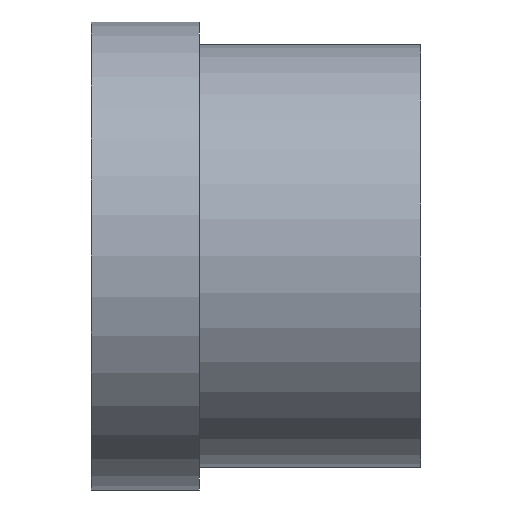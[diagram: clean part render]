
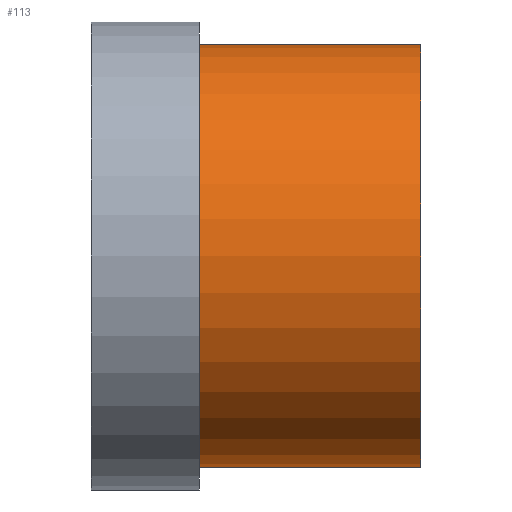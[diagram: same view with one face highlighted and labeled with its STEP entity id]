
A CAD part, left-side view. The second image highlights one B-rep face of the part: STEP entity #113.
In plain terms, the highlighted cylindrical face has radius 11.75 mm (diameter 23.5 mm), a full revolution.
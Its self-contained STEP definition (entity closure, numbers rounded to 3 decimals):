
#29=FACE_OUTER_BOUND('',#40,.T.);
#40=EDGE_LOOP('',(#97,#98,#99,#100));
#46=LINE('',#210,#50);
#50=VECTOR('',#180,11.75);
#55=CIRCLE('',#137,11.75);
#58=CIRCLE('',#143,11.75);
#63=VERTEX_POINT('',#198);
#66=VERTEX_POINT('',#208);
#73=EDGE_CURVE('',#63,#63,#55,.T.);
#77=EDGE_CURVE('',#66,#66,#58,.T.);
#78=EDGE_CURVE('',#66,#63,#46,.T.);
#97=ORIENTED_EDGE('',*,*,#77,.F.);
#98=ORIENTED_EDGE('',*,*,#78,.T.);
#99=ORIENTED_EDGE('',*,*,#73,.T.);
#100=ORIENTED_EDGE('',*,*,#78,.F.);
#106=CYLINDRICAL_SURFACE('',#142,11.75);
#113=ADVANCED_FACE('',(#29),#106,.T.);
#137=AXIS2_PLACEMENT_3D('',#199,#165,#166);
#142=AXIS2_PLACEMENT_3D('',#207,#176,#177);
#143=AXIS2_PLACEMENT_3D('',#209,#178,#179);
#165=DIRECTION('center_axis',(0.,-1.,0.));
#166=DIRECTION('ref_axis',(-1.,0.,0.));
#176=DIRECTION('center_axis',(0.,-1.,0.));
#177=DIRECTION('ref_axis',(-1.,0.,0.));
#178=DIRECTION('center_axis',(0.,-1.,0.));
#179=DIRECTION('ref_axis',(-1.,0.,0.));
#180=DIRECTION('',(0.,1.,0.));
#198=CARTESIAN_POINT('',(11.706,14.,-108.795));
#199=CARTESIAN_POINT('Origin',(-0.044,14.,-108.795));
#207=CARTESIAN_POINT('Origin',(-0.044,14.,-108.795));
#208=CARTESIAN_POINT('',(11.706,1.7,-108.795));
#209=CARTESIAN_POINT('Origin',(-0.044,1.7,-108.795));
#210=CARTESIAN_POINT('',(11.706,14.,-108.795));
